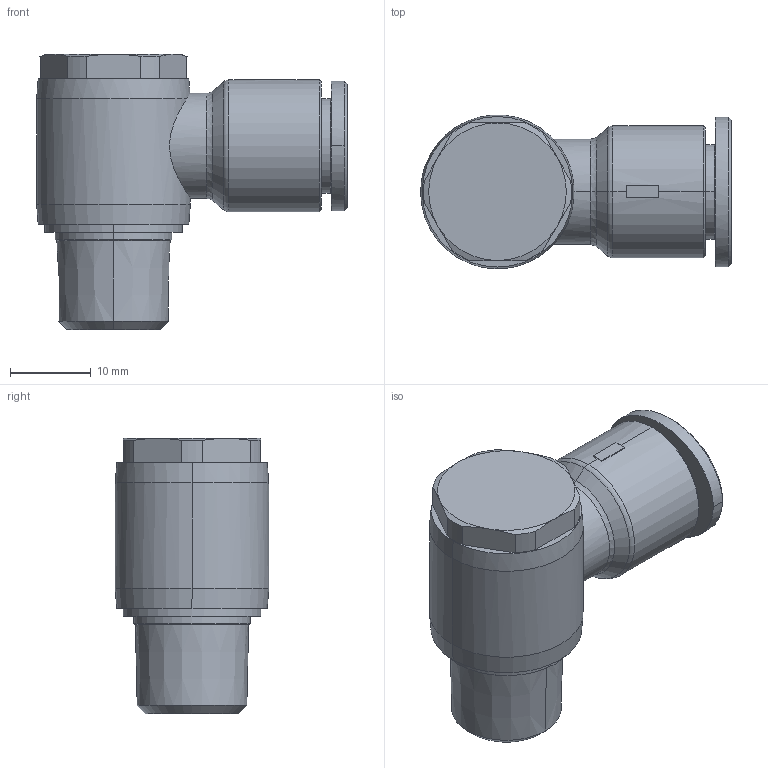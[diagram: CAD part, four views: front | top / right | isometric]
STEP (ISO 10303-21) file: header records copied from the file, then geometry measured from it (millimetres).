
FILE_DESCRIPTION((''),'2;1');
FILE_NAME('GPH_1002(3D).stp','2012-12-20T16:17:45',(''),(''),'Mechanical Desktop.R8.0.24.0','Mechanical Desktop.R8.0.24.0',', , ');
FILE_SCHEMA(('CONFIG_CONTROL_DESIGN'));
Length unit declared in the file: millimetre
Products named in the file (2): GPH_1002(3D); ºÎÇ°1
Assembly tree (1 placements, depth 2):
  GPH_1002(3D)
    ºÎÇ°1
Bounding box: 38.4 x 19 x 34 mm (x, y, z)
Volume: 8508.3 mm3; surface area: 4988.6 mm2
Topology: 1 solids, 1 shells, 460 faces, 1288 edges, 847 vertices
Faces by surface type: plane 397, cone 28, cylinder 23, bspline 10, torus 2
Entity records: 15116 total; most frequent: CARTESIAN_POINT 3203, ORIENTED_EDGE 2572, DIRECTION 2244, EDGE_CURVE 1286, VECTOR 1170, LINE 1170, VERTEX_POINT 847, AXIS2_PLACEMENT_3D 537
